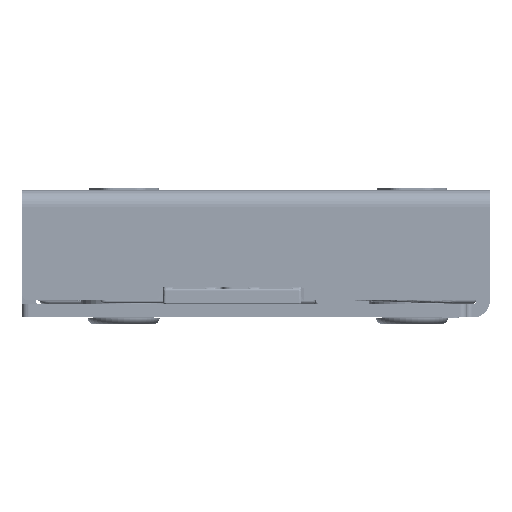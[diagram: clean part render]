
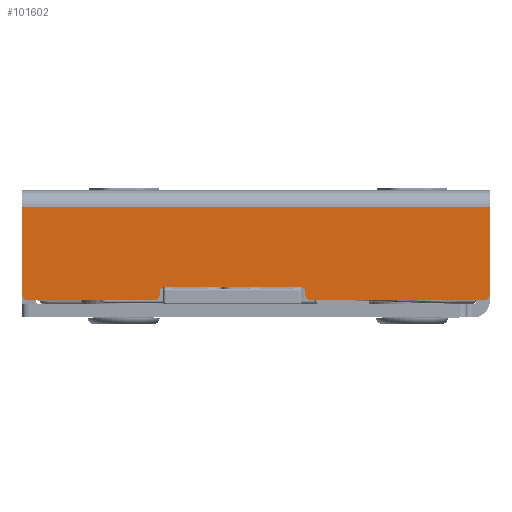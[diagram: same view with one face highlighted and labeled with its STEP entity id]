
A CAD part, left-side view. The second image highlights one B-rep face of the part: STEP entity #101602.
In plain terms, the highlighted planar face has unit normal (-1, 0, 0).
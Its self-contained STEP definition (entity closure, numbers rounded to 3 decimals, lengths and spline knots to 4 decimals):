
#5825=PLANE('',#108094);
#9841=FACE_OUTER_BOUND('',#15610,.T.);
#15610=EDGE_LOOP('',(#76398,#76399,#76400,#76401,#76402,#76403,#76404,#76405,
#76406,#76407,#76408,#76409,#76410,#76411));
#20322=CIRCLE('',#108076,0.0197);
#20324=CIRCLE('',#108080,0.0197);
#20326=CIRCLE('',#108084,0.0394);
#20331=CIRCLE('',#108091,0.0394);
#20332=CIRCLE('',#108095,0.0394);
#20333=CIRCLE('',#108096,0.0394);
#25627=LINE('',#164389,#35296);
#25633=LINE('',#164404,#35302);
#25643=LINE('',#164436,#35312);
#25644=LINE('',#164439,#35313);
#25646=LINE('',#164443,#35315);
#25647=LINE('',#164447,#35316);
#25648=LINE('',#164449,#35317);
#25649=LINE('',#164451,#35318);
#35296=VECTOR('',#122249,0.3937);
#35302=VECTOR('',#122263,0.3937);
#35312=VECTOR('',#122293,0.3937);
#35313=VECTOR('',#122296,0.3937);
#35315=VECTOR('',#122300,0.3937);
#35316=VECTOR('',#122303,0.3937);
#35317=VECTOR('',#122304,0.3937);
#35318=VECTOR('',#122305,0.3937);
#45447=VERTEX_POINT('',#164379);
#45448=VERTEX_POINT('',#164380);
#45451=VERTEX_POINT('',#164388);
#45453=VERTEX_POINT('',#164394);
#45454=VERTEX_POINT('',#164395);
#45457=VERTEX_POINT('',#164406);
#45467=VERTEX_POINT('',#164430);
#45468=VERTEX_POINT('',#164432);
#45469=VERTEX_POINT('',#164438);
#45470=VERTEX_POINT('',#164442);
#45471=VERTEX_POINT('',#164444);
#45472=VERTEX_POINT('',#164446);
#45473=VERTEX_POINT('',#164448);
#45474=VERTEX_POINT('',#164450);
#56671=EDGE_CURVE('',#45447,#45448,#20322,.T.);
#56675=EDGE_CURVE('',#45451,#45448,#25627,.T.);
#56678=EDGE_CURVE('',#45453,#45454,#20324,.T.);
#56683=EDGE_CURVE('',#45447,#45454,#25633,.T.);
#56684=EDGE_CURVE('',#45451,#45457,#20326,.T.);
#56697=EDGE_CURVE('',#45467,#45468,#20331,.T.);
#56699=EDGE_CURVE('',#45453,#45468,#25643,.T.);
#56700=EDGE_CURVE('',#45457,#45469,#25644,.T.);
#56702=EDGE_CURVE('',#45470,#45467,#25646,.T.);
#56703=EDGE_CURVE('',#45471,#45470,#20332,.T.);
#56704=EDGE_CURVE('',#45472,#45471,#25647,.T.);
#56705=EDGE_CURVE('',#45473,#45472,#25648,.T.);
#56706=EDGE_CURVE('',#45473,#45474,#25649,.T.);
#56707=EDGE_CURVE('',#45469,#45474,#20333,.T.);
#76398=ORIENTED_EDGE('',*,*,#56684,.F.);
#76399=ORIENTED_EDGE('',*,*,#56675,.T.);
#76400=ORIENTED_EDGE('',*,*,#56671,.F.);
#76401=ORIENTED_EDGE('',*,*,#56683,.T.);
#76402=ORIENTED_EDGE('',*,*,#56678,.F.);
#76403=ORIENTED_EDGE('',*,*,#56699,.T.);
#76404=ORIENTED_EDGE('',*,*,#56697,.F.);
#76405=ORIENTED_EDGE('',*,*,#56702,.F.);
#76406=ORIENTED_EDGE('',*,*,#56703,.F.);
#76407=ORIENTED_EDGE('',*,*,#56704,.F.);
#76408=ORIENTED_EDGE('',*,*,#56705,.F.);
#76409=ORIENTED_EDGE('',*,*,#56706,.T.);
#76410=ORIENTED_EDGE('',*,*,#56707,.F.);
#76411=ORIENTED_EDGE('',*,*,#56700,.F.);
#101602=ADVANCED_FACE('',(#9841),#5825,.T.);
#108076=AXIS2_PLACEMENT_3D('',#164381,#122241,#122242);
#108080=AXIS2_PLACEMENT_3D('',#164396,#122254,#122255);
#108084=AXIS2_PLACEMENT_3D('',#164407,#122266,#122267);
#108091=AXIS2_PLACEMENT_3D('',#164433,#122288,#122289);
#108094=AXIS2_PLACEMENT_3D('',#164441,#122298,#122299);
#108095=AXIS2_PLACEMENT_3D('',#164445,#122301,#122302);
#108096=AXIS2_PLACEMENT_3D('',#164452,#122306,#122307);
#122241=DIRECTION('center_axis',(-1.,0.,0.));
#122242=DIRECTION('ref_axis',(0.,0.707,0.707));
#122249=DIRECTION('',(0.,0.,1.));
#122254=DIRECTION('center_axis',(-1.,0.,0.));
#122255=DIRECTION('ref_axis',(0.,-0.707,0.707));
#122263=DIRECTION('',(0.,-1.,0.));
#122266=DIRECTION('center_axis',(1.,0.,0.));
#122267=DIRECTION('ref_axis',(0.,-0.707,-0.707));
#122288=DIRECTION('center_axis',(1.,0.,0.));
#122289=DIRECTION('ref_axis',(0.,0.707,-0.707));
#122293=DIRECTION('',(0.,0.,-1.));
#122296=DIRECTION('',(0.,1.,0.));
#122298=DIRECTION('center_axis',(-1.,0.,0.));
#122299=DIRECTION('ref_axis',(0.,1.,0.));
#122300=DIRECTION('',(0.,1.,0.));
#122301=DIRECTION('center_axis',(1.,0.,0.));
#122302=DIRECTION('ref_axis',(0.,-0.707,-0.707));
#122303=DIRECTION('',(0.,0.,-1.));
#122304=DIRECTION('',(0.,-1.,0.));
#122305=DIRECTION('',(0.,0.,-1.));
#122306=DIRECTION('center_axis',(1.,0.,0.));
#122307=DIRECTION('ref_axis',(0.,0.707,-0.707));
#164379=CARTESIAN_POINT('',(-1.2008,-0.2293,0.0956));
#164380=CARTESIAN_POINT('',(-1.2008,-0.2096,0.0759));
#164381=CARTESIAN_POINT('Origin',(-1.2008,-0.2293,0.0759));
#164388=CARTESIAN_POINT('',(-1.2008,-0.2096,0.0591));
#164389=CARTESIAN_POINT('',(-1.2008,-0.2096,0.3396));
#164394=CARTESIAN_POINT('',(-1.2008,-1.0514,0.0759));
#164395=CARTESIAN_POINT('',(-1.2008,-1.0318,0.0956));
#164396=CARTESIAN_POINT('Origin',(-1.2008,-1.0318,0.0759));
#164404=CARTESIAN_POINT('',(-1.2008,-1.1678,0.0956));
#164406=CARTESIAN_POINT('',(-1.2008,-0.1702,0.0197));
#164407=CARTESIAN_POINT('Origin',(-1.2008,-0.1702,0.0591));
#164430=CARTESIAN_POINT('',(-1.2008,-1.0908,0.0197));
#164432=CARTESIAN_POINT('',(-1.2008,-1.0514,0.0591));
#164433=CARTESIAN_POINT('Origin',(-1.2008,-1.0908,0.0591));
#164436=CARTESIAN_POINT('',(-1.2008,-1.0514,0.3775));
#164438=CARTESIAN_POINT('',(-1.2008,0.5512,0.0197));
#164439=CARTESIAN_POINT('',(-1.2008,0.5906,0.0197));
#164441=CARTESIAN_POINT('Origin',(-1.2008,-2.126,0.6594));
#164442=CARTESIAN_POINT('',(-1.2008,-2.0866,0.0197));
#164443=CARTESIAN_POINT('',(-1.2008,0.5906,0.0197));
#164444=CARTESIAN_POINT('',(-1.2008,-2.126,0.0591));
#164445=CARTESIAN_POINT('Origin',(-1.2008,-2.0866,0.0591));
#164446=CARTESIAN_POINT('',(-1.2008,-2.126,0.561));
#164447=CARTESIAN_POINT('',(-1.2008,-2.126,0.6594));
#164448=CARTESIAN_POINT('',(-1.2008,0.5906,0.561));
#164449=CARTESIAN_POINT('',(-1.2008,-1.407,0.561));
#164450=CARTESIAN_POINT('',(-1.2008,0.5906,0.0591));
#164451=CARTESIAN_POINT('',(-1.2008,0.5906,0.6594));
#164452=CARTESIAN_POINT('Origin',(-1.2008,0.5512,0.0591));
